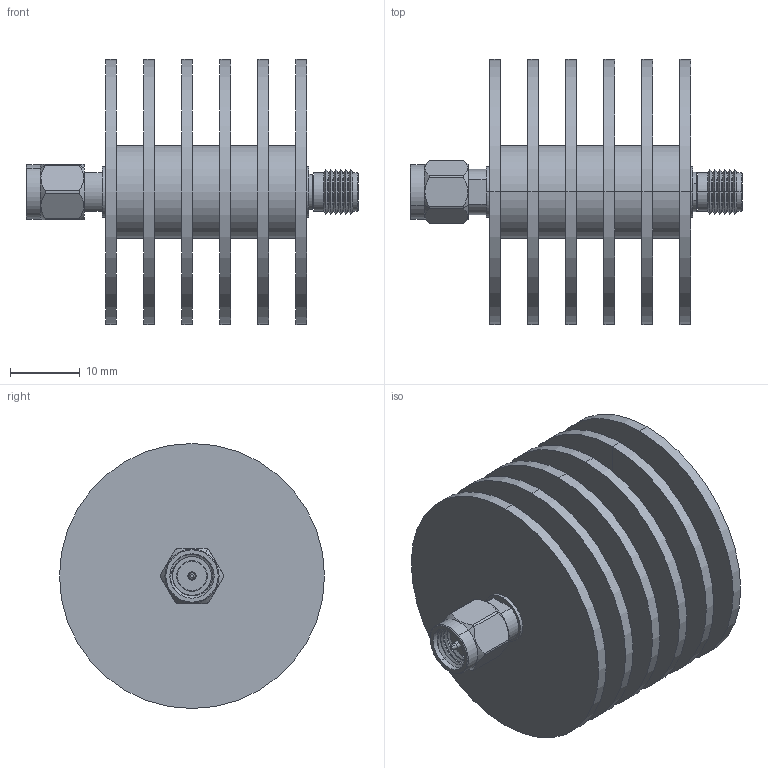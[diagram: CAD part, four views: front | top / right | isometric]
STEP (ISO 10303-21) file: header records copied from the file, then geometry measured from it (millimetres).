
FILE_DESCRIPTION (( 'STEP AP214' ), '1' );
FILE_NAME ('PE7AP4009-03_3D.STEP', '2021-10-12T20:12:22', ( '' ), ( '' ), 'SwSTEP 2.0', 'SolidWorks 2021', '' );
FILE_SCHEMA (( 'AUTOMOTIVE_DESIGN' ));
Length unit declared in the file: inch
Products named in the file (1): PE7AP4009-03_3D
Bounding box: 47.6 x 38 x 38 mm (x, y, z)
Volume: 13706.3 mm3; surface area: 14867.9 mm2
Topology: 1 solids, 1 shells, 157 faces, 345 edges, 212 vertices
Faces by surface type: cylinder 79, cone 37, plane 34, torus 4, bspline 3
Entity records: 6908 total; most frequent: CARTESIAN_POINT 1822, DIRECTION 771, ORIENTED_EDGE 690, EDGE_CURVE 345, AXIS2_PLACEMENT_3D 319, VERTEX_POINT 212, EDGE_LOOP 179, CIRCLE 164
